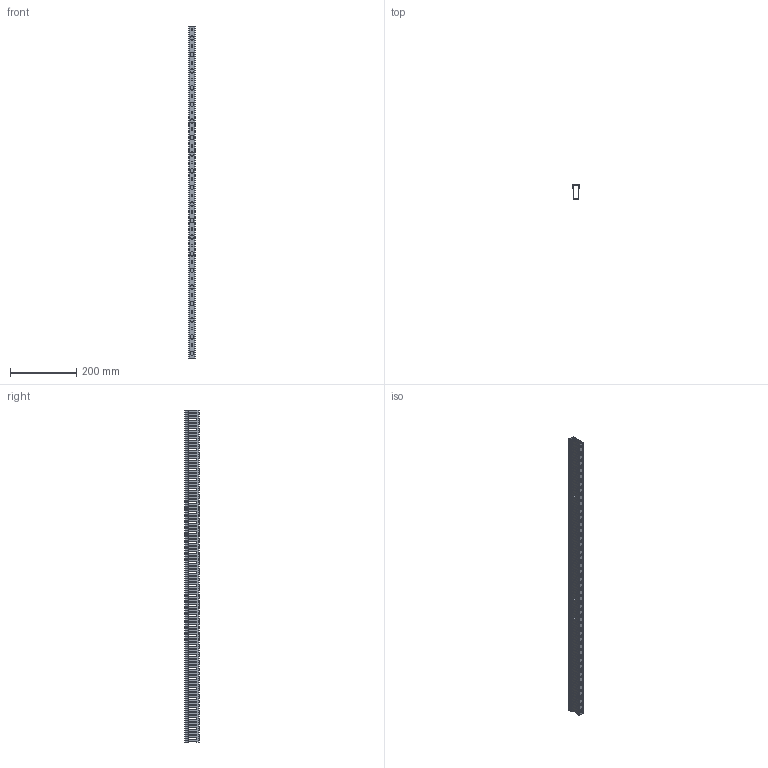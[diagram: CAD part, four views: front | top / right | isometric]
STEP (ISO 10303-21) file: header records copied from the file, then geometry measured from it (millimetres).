
FILE_DESCRIPTION(('HOOPS Exchange Step'),'2;1');
FILE_NAME('export-D5123E1A-87B8-40C9-9B0D-0F314F4B8F77.stp','2022-08-12T15:55:17+02:00',('User'),('Alibre'),'HOOPS Exchange 2021.0','Alibre','Unknown authorisation');
FILE_SCHEMA( ('AP242_MANAGED_MODEL_BASED_3D_ENGINEERING_MIM_LF {1 0 10303 442 1 1 4 }') );
Length unit declared in the file: millimetre
Products named in the file (3): 1981-1 Wiring duct; 1981-2 Duct cover; 1981 Wiring Duct 43x20 (43mm high, 20mm wide)
Assembly tree (2 placements, depth 2):
  1981 Wiring Duct 43x20 (43mm high, 20mm wide)
    1981-1 Wiring duct
    1981-2 Duct cover
Bounding box: 20 x 43 x 1000 mm (x, y, z)
Volume: 142500.4 mm3; surface area: 254135.9 mm2
Topology: 2 solids, 2 shells, 6506 faces, 19506 edges, 13004 vertices
Faces by surface type: cylinder 3604, plane 2902
Entity records: 226885 total; most frequent: CARTESIAN_POINT 45424, ORIENTED_EDGE 39012, DIRECTION 38942, EDGE_CURVE 19506, AXIS2_PLACEMENT_3D 13722, VERTEX_POINT 13004, VECTOR 11498, LINE 11498
